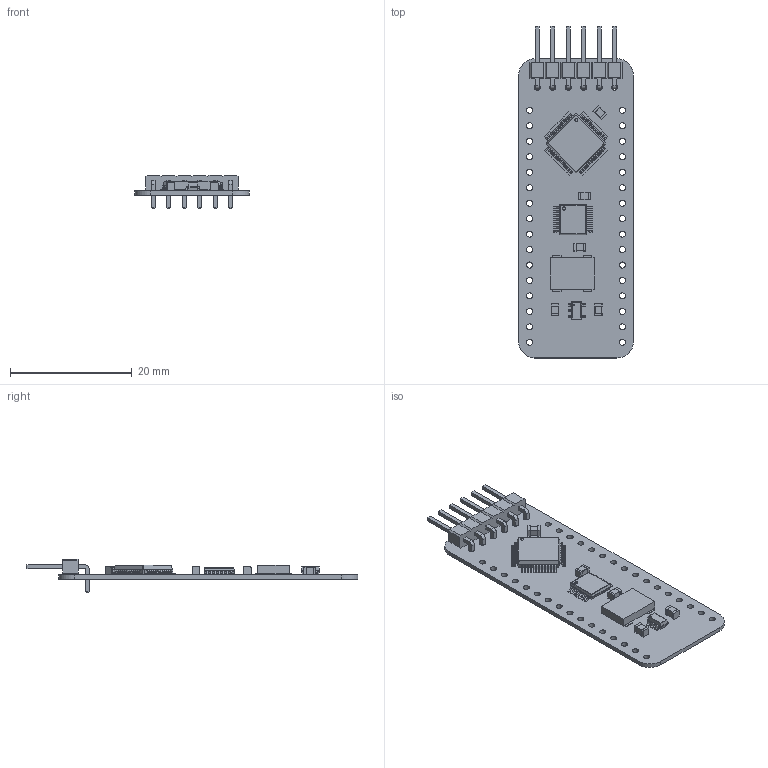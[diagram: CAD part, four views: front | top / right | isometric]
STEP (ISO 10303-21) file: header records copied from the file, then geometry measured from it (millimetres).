
FILE_DESCRIPTION(('KiCad electronic assembly'),'2;1');
FILE_NAME('TTL5V UART.step','2024-08-06T09:48:26',('Pcbnew'),('Kicad'), 'Open CASCADE STEP processor 7.8','KiCad to STEP converter','Unknown' );
FILE_SCHEMA(('AUTOMOTIVE_DESIGN { 1 0 10303 214 1 1 1 1 }'));
Length unit declared in the file: millimetre
Products named in the file (14): TTL5V UART 1; PinHeader_1x06_P2.54mm_Horizontal; PinHeader_1x06_P254mm_Horizontal; C_0805_2012Metric; 74LVC74APW,118; ASSEMBLY; ADV7125KSTZ50; AD7280ABSTZ; LFSPXO058610Reel; AP7365-33WG-7; TTL5V_PCB
Assembly tree (17 placements, depth 3):
  TTL5V UART 1
    PinHeader_1x06_P2.54mm_Horizontal
      PinHeader_1x06_P254mm_Horizontal
    C_0805_2012Metric  x5
      C_0805_2012Metric
    74LVC74APW,118
      ASSEMBLY
    ADV7125KSTZ50
      AD7280ABSTZ
    LFSPXO058610Reel
      ASSEMBLY
    AP7365-33WG-7
      ASSEMBLY
    TTL5V_PCB
Bounding box: 18.8 x 54.52 x 5.54 mm (x, y, z)
Volume: 910.1 mm3; surface area: 2784.1 mm2
Topology: 83 solids, 83 shells, 1424 faces, 3615 edges, 2382 vertices
Faces by surface type: plane 1045, cylinder 379
Full cylindrical faces by diameter (mm): 0.2 x1, 0.55 x1, 1 x38
Entity records: 46396 total; most frequent: CARTESIAN_POINT 6847, ORIENTED_EDGE 6654, DIRECTION 6633, EDGE_CURVE 3327, LINE 2681, VECTOR 2681, VERTEX_POINT 2190, AXIS2_PLACEMENT_3D 1976
